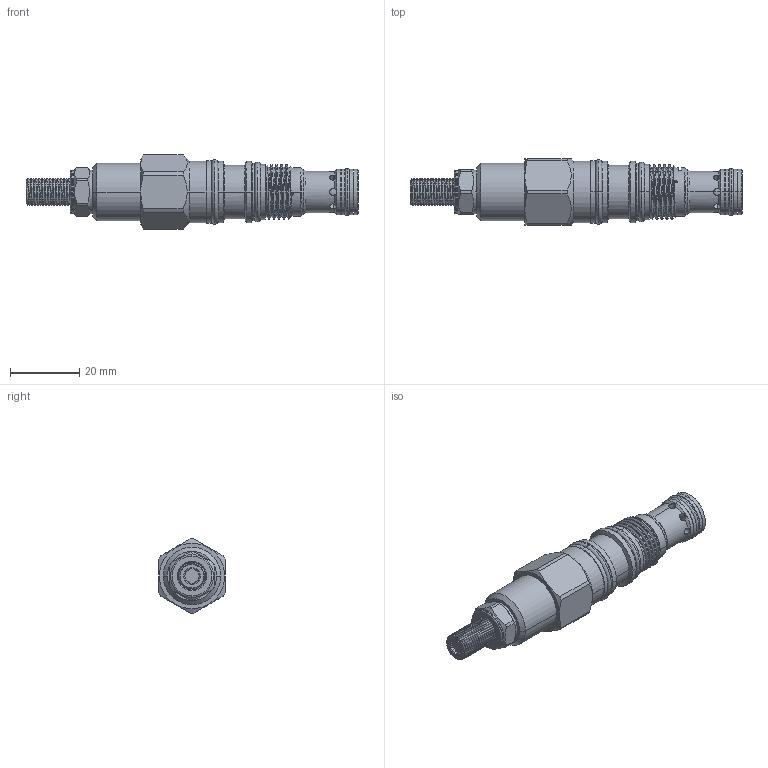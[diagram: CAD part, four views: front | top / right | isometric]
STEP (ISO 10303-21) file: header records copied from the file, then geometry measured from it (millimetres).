
FILE_DESCRIPTION (( 'STEP AP203' ), '1' );
FILE_NAME ('RV163A30-L.STEP', '2022-11-17T08:45:34', ( '' ), ( '' ), 'SwSTEP 2.0', 'SolidWorks 2018', '' );
FILE_SCHEMA (( 'CONFIG_CONTROL_DESIGN' ));
Length unit declared in the file: millimetre
Products named in the file (1): RV163A30-L
Bounding box: 95.77 x 19.05 x 21.4 mm (x, y, z)
Volume: 17425.7 mm3; surface area: 7979.1 mm2
Topology: 9 solids, 9 shells, 304 faces, 780 edges, 498 vertices
Faces by surface type: cylinder 173, plane 53, cone 43, torus 27, bspline 8
Entity records: 18274 total; most frequent: CARTESIAN_POINT 11241, ORIENTED_EDGE 1560, DIRECTION 1372, EDGE_CURVE 780, AXIS2_PLACEMENT_3D 565, VERTEX_POINT 498, EDGE_LOOP 328, ADVANCED_FACE 304
